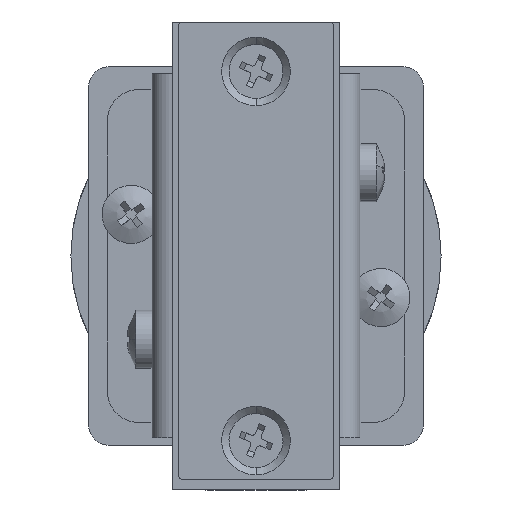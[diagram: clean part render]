
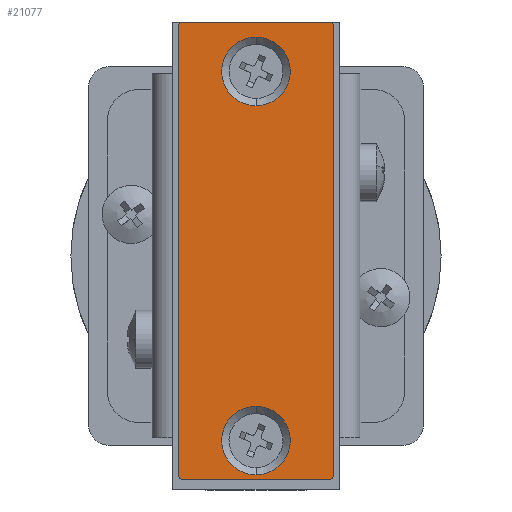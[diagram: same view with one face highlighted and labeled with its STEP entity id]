
A CAD part, front view. The second image highlights one B-rep face of the part: STEP entity #21077.
In plain terms, the highlighted planar face has unit normal (0, -1, 0).
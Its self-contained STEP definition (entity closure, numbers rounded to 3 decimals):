
#194 = CARTESIAN_POINT ( 'NONE',  ( -11.277, -17.577, -21. ) ) ;
#340 = CIRCLE ( 'NONE', #5848, 0.5 ) ;
#678 = VERTEX_POINT ( 'NONE', #7423 ) ;
#691 = EDGE_LOOP ( 'NONE', ( #15559, #14519 ) ) ;
#696 = CIRCLE ( 'NONE', #4585, 3.3 ) ;
#1133 = VERTEX_POINT ( 'NONE', #18354 ) ;
#1341 = CARTESIAN_POINT ( 'NONE',  ( -11.277, -17.577, 22.5 ) ) ;
#1459 = EDGE_CURVE ( 'NONE', #21795, #4026, #24012, .T. ) ;
#1500 = ORIENTED_EDGE ( 'NONE', *, *, #7605, .T. ) ;
#2102 = EDGE_CURVE ( 'NONE', #19634, #5335, #696, .T. ) ;
#2104 = LINE ( 'NONE', #11394, #16789 ) ;
#2390 = LINE ( 'NONE', #21540, #3589 ) ;
#2973 = EDGE_CURVE ( 'NONE', #9614, #1133, #22161, .T. ) ;
#3371 = VERTEX_POINT ( 'NONE', #19849 ) ;
#3555 = CARTESIAN_POINT ( 'NONE',  ( 3.223, -17.577, 22. ) ) ;
#3589 = VECTOR ( 'NONE', #10132, 1000. ) ;
#3837 = DIRECTION ( 'NONE',  ( 0., -1., 0. ) ) ;
#3879 = CIRCLE ( 'NONE', #18861, 3.3 ) ;
#4026 = VERTEX_POINT ( 'NONE', #13400 ) ;
#4108 = CARTESIAN_POINT ( 'NONE',  ( 3.723, -17.577, 22.5 ) ) ;
#4251 = ORIENTED_EDGE ( 'NONE', *, *, #1459, .T. ) ;
#4295 = EDGE_CURVE ( 'NONE', #6564, #18568, #14941, .T. ) ;
#4501 = CARTESIAN_POINT ( 'NONE',  ( -3.777, -17.577, 17.75 ) ) ;
#4585 = AXIS2_PLACEMENT_3D ( 'NONE', #4501, #17890, #6432 ) ;
#4713 = CARTESIAN_POINT ( 'NONE',  ( -3.777, -17.577, 17.75 ) ) ;
#4743 = CARTESIAN_POINT ( 'NONE',  ( 3.223, -17.577, 22.5 ) ) ;
#5269 = CIRCLE ( 'NONE', #15886, 3.3 ) ;
#5335 = VERTEX_POINT ( 'NONE', #13687 ) ;
#5470 = DIRECTION ( 'NONE',  ( 0., 0., 1. ) ) ;
#5848 = AXIS2_PLACEMENT_3D ( 'NONE', #3555, #16960, #5470 ) ;
#5856 = CARTESIAN_POINT ( 'NONE',  ( 3.723, -17.577, -21. ) ) ;
#5995 = FACE_BOUND ( 'NONE', #691, .T. ) ;
#6432 = DIRECTION ( 'NONE',  ( 0., 0., -1. ) ) ;
#6564 = VERTEX_POINT ( 'NONE', #13497 ) ;
#6660 = ORIENTED_EDGE ( 'NONE', *, *, #21089, .F. ) ;
#6663 = DIRECTION ( 'NONE',  ( 0., 0., -1. ) ) ;
#6750 = ORIENTED_EDGE ( 'NONE', *, *, #16092, .F. ) ;
#7148 = AXIS2_PLACEMENT_3D ( 'NONE', #18781, #20688, #9264 ) ;
#7423 = CARTESIAN_POINT ( 'NONE',  ( -10.777, -17.577, -21.5 ) ) ;
#7605 = EDGE_CURVE ( 'NONE', #678, #3371, #2104, .T. ) ;
#8252 = CARTESIAN_POINT ( 'NONE',  ( -10.777, -17.577, -21. ) ) ;
#8389 = DIRECTION ( 'NONE',  ( 0., 1., 0. ) ) ;
#8457 = ORIENTED_EDGE ( 'NONE', *, *, #13820, .F. ) ;
#8674 = CARTESIAN_POINT ( 'NONE',  ( -3.777, -17.577, -17.75 ) ) ;
#9029 = DIRECTION ( 'NONE',  ( 0., 1., 0. ) ) ;
#9136 = CARTESIAN_POINT ( 'NONE',  ( -3.777, -17.577, 14.45 ) ) ;
#9264 = DIRECTION ( 'NONE',  ( 0., 0., 1. ) ) ;
#9395 = VECTOR ( 'NONE', #9929, 1000. ) ;
#9614 = VERTEX_POINT ( 'NONE', #4743 ) ;
#9929 = DIRECTION ( 'NONE',  ( 0., 0., 1. ) ) ;
#10132 = DIRECTION ( 'NONE',  ( 0., 0., -1. ) ) ;
#10201 = DIRECTION ( 'NONE',  ( 0., 0., 1. ) ) ;
#10374 = AXIS2_PLACEMENT_3D ( 'NONE', #19806, #8389, #21735 ) ;
#10628 = AXIS2_PLACEMENT_3D ( 'NONE', #8674, #22032, #10648 ) ;
#10648 = DIRECTION ( 'NONE',  ( 0., 0., -1. ) ) ;
#10894 = EDGE_CURVE ( 'NONE', #12341, #1133, #20523, .T. ) ;
#11394 = CARTESIAN_POINT ( 'NONE',  ( 3.723, -17.577, -21.5 ) ) ;
#12341 = VERTEX_POINT ( 'NONE', #19593 ) ;
#12963 = CIRCLE ( 'NONE', #10374, 0.5 ) ;
#12987 = ORIENTED_EDGE ( 'NONE', *, *, #10894, .F. ) ;
#13400 = CARTESIAN_POINT ( 'NONE',  ( 3.723, -17.577, 22. ) ) ;
#13497 = CARTESIAN_POINT ( 'NONE',  ( -3.777, -17.577, -21.05 ) ) ;
#13687 = CARTESIAN_POINT ( 'NONE',  ( -3.777, -17.577, 21.05 ) ) ;
#13820 = EDGE_CURVE ( 'NONE', #21795, #3371, #12963, .T. ) ;
#14519 = ORIENTED_EDGE ( 'NONE', *, *, #24258, .F. ) ;
#14734 = DIRECTION ( 'NONE',  ( -1., 0., 0. ) ) ;
#14941 = CIRCLE ( 'NONE', #10628, 3.3 ) ;
#15196 = DIRECTION ( 'NONE',  ( 1., 0., 0. ) ) ;
#15318 = CARTESIAN_POINT ( 'NONE',  ( -3.777, -17.577, -17.75 ) ) ;
#15559 = ORIENTED_EDGE ( 'NONE', *, *, #4295, .F. ) ;
#15594 = FACE_BOUND ( 'NONE', #23201, .T. ) ;
#15886 = AXIS2_PLACEMENT_3D ( 'NONE', #15318, #3837, #17219 ) ;
#15966 = EDGE_CURVE ( 'NONE', #12341, #22242, #2390, .T. ) ;
#16092 = EDGE_CURVE ( 'NONE', #5335, #19634, #3879, .T. ) ;
#16188 = AXIS2_PLACEMENT_3D ( 'NONE', #8252, #21608, #10201 ) ;
#16421 = ORIENTED_EDGE ( 'NONE', *, *, #2973, .T. ) ;
#16482 = EDGE_LOOP ( 'NONE', ( #12987, #18536, #20771, #1500, #8457, #4251, #6660, #16421 ) ) ;
#16789 = VECTOR ( 'NONE', #15196, 1000. ) ;
#16813 = CARTESIAN_POINT ( 'NONE',  ( -3.777, -17.577, -14.45 ) ) ;
#16883 = PLANE ( 'NONE',  #7148 ) ;
#16960 = DIRECTION ( 'NONE',  ( 0., 1., 0. ) ) ;
#17090 = VECTOR ( 'NONE', #14734, 1000. ) ;
#17219 = DIRECTION ( 'NONE',  ( 0., 0., -1. ) ) ;
#17890 = DIRECTION ( 'NONE',  ( 0., -1., 0. ) ) ;
#18118 = DIRECTION ( 'NONE',  ( 0., -1., 0. ) ) ;
#18354 = CARTESIAN_POINT ( 'NONE',  ( -10.777, -17.577, 22.5 ) ) ;
#18536 = ORIENTED_EDGE ( 'NONE', *, *, #15966, .T. ) ;
#18568 = VERTEX_POINT ( 'NONE', #16813 ) ;
#18781 = CARTESIAN_POINT ( 'NONE',  ( -3.777, -17.577, 0.5 ) ) ;
#18861 = AXIS2_PLACEMENT_3D ( 'NONE', #4713, #18118, #6663 ) ;
#19593 = CARTESIAN_POINT ( 'NONE',  ( -11.277, -17.577, 22. ) ) ;
#19634 = VERTEX_POINT ( 'NONE', #9136 ) ;
#19806 = CARTESIAN_POINT ( 'NONE',  ( 3.223, -17.577, -21. ) ) ;
#19849 = CARTESIAN_POINT ( 'NONE',  ( 3.223, -17.577, -21.5 ) ) ;
#20439 = CARTESIAN_POINT ( 'NONE',  ( -10.777, -17.577, 22. ) ) ;
#20523 = CIRCLE ( 'NONE', #23427, 0.5 ) ;
#20641 = FACE_OUTER_BOUND ( 'NONE', #16482, .T. ) ;
#20688 = DIRECTION ( 'NONE',  ( 0., 1., 0. ) ) ;
#20771 = ORIENTED_EDGE ( 'NONE', *, *, #22908, .F. ) ;
#21077 = ADVANCED_FACE ( 'NONE', ( #20641, #15594, #5995 ), #16883, .F. ) ;
#21089 = EDGE_CURVE ( 'NONE', #9614, #4026, #340, .T. ) ;
#21540 = CARTESIAN_POINT ( 'NONE',  ( -11.277, -17.577, -21.5 ) ) ;
#21608 = DIRECTION ( 'NONE',  ( 0., 1., 0. ) ) ;
#21735 = DIRECTION ( 'NONE',  ( 0., 0., 1. ) ) ;
#21795 = VERTEX_POINT ( 'NONE', #5856 ) ;
#22032 = DIRECTION ( 'NONE',  ( 0., -1., 0. ) ) ;
#22161 = LINE ( 'NONE', #1341, #17090 ) ;
#22242 = VERTEX_POINT ( 'NONE', #194 ) ;
#22385 = DIRECTION ( 'NONE',  ( 0., 0., 1. ) ) ;
#22908 = EDGE_CURVE ( 'NONE', #678, #22242, #22951, .T. ) ;
#22951 = CIRCLE ( 'NONE', #16188, 0.5 ) ;
#23201 = EDGE_LOOP ( 'NONE', ( #24633, #6750 ) ) ;
#23427 = AXIS2_PLACEMENT_3D ( 'NONE', #20439, #9029, #22385 ) ;
#24012 = LINE ( 'NONE', #4108, #9395 ) ;
#24258 = EDGE_CURVE ( 'NONE', #18568, #6564, #5269, .T. ) ;
#24633 = ORIENTED_EDGE ( 'NONE', *, *, #2102, .F. ) ;
